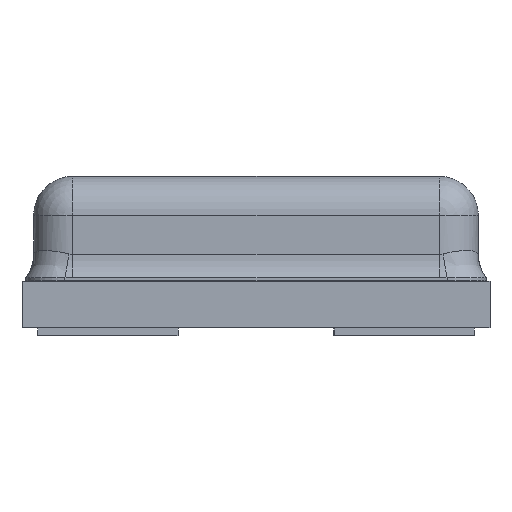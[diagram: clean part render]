
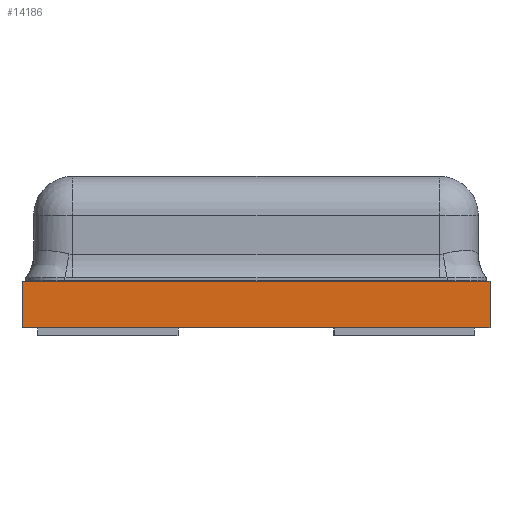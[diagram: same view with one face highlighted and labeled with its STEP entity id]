
A CAD part, front view. The second image highlights one B-rep face of the part: STEP entity #14186.
In plain terms, the highlighted planar face has unit normal (0, -1, 0).
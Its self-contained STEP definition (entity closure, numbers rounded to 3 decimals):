
#109 = DIRECTION ( 'NONE',  ( 1., 0., 0. ) ) ;
#1163 = CARTESIAN_POINT ( 'NONE',  ( -1.5, -2., 0. ) ) ;
#1630 = PLANE ( 'NONE',  #4512 ) ;
#1716 = CARTESIAN_POINT ( 'NONE',  ( -1.5, -2., 0.3 ) ) ;
#2251 = CARTESIAN_POINT ( 'NONE',  ( -1.5, -2., 0. ) ) ;
#2541 = ORIENTED_EDGE ( 'NONE', *, *, #13346, .T. ) ;
#3312 = CARTESIAN_POINT ( 'NONE',  ( -1.5, -2., 0.3 ) ) ;
#3400 = CARTESIAN_POINT ( 'NONE',  ( 1.5, -2., 0.3 ) ) ;
#4025 = DIRECTION ( 'NONE',  ( 1., 0., 0. ) ) ;
#4042 = CARTESIAN_POINT ( 'NONE',  ( -1.5, -2., 0.3 ) ) ;
#4216 = ORIENTED_EDGE ( 'NONE', *, *, #8809, .F. ) ;
#4476 = VERTEX_POINT ( 'NONE', #3400 ) ;
#4512 = AXIS2_PLACEMENT_3D ( 'NONE', #4042, #14041, #13893 ) ;
#4551 = VECTOR ( 'NONE', #6612, 1000. ) ;
#5110 = VERTEX_POINT ( 'NONE', #1163 ) ;
#5323 = EDGE_CURVE ( 'NONE', #9845, #4476, #8183, .T. ) ;
#6612 = DIRECTION ( 'NONE',  ( 0., 0., -1. ) ) ;
#7192 = DIRECTION ( 'NONE',  ( 0., 0., -1. ) ) ;
#7562 = ORIENTED_EDGE ( 'NONE', *, *, #5323, .F. ) ;
#8183 = LINE ( 'NONE', #1716, #10817 ) ;
#8809 = EDGE_CURVE ( 'NONE', #4476, #9827, #13890, .T. ) ;
#8944 = CARTESIAN_POINT ( 'NONE',  ( -1.5, -2., 0.3 ) ) ;
#9222 = VECTOR ( 'NONE', #109, 1000. ) ;
#9703 = ORIENTED_EDGE ( 'NONE', *, *, #13071, .T. ) ;
#9827 = VERTEX_POINT ( 'NONE', #10734 ) ;
#9845 = VERTEX_POINT ( 'NONE', #3312 ) ;
#9941 = LINE ( 'NONE', #8944, #4551 ) ;
#10734 = CARTESIAN_POINT ( 'NONE',  ( 1.5, -2., 0. ) ) ;
#10817 = VECTOR ( 'NONE', #4025, 1000. ) ;
#11680 = LINE ( 'NONE', #2251, #9222 ) ;
#11694 = CARTESIAN_POINT ( 'NONE',  ( 1.5, -2., 0.3 ) ) ;
#12783 = EDGE_LOOP ( 'NONE', ( #9703, #4216, #7562, #2541 ) ) ;
#13071 = EDGE_CURVE ( 'NONE', #5110, #9827, #11680, .T. ) ;
#13201 = VECTOR ( 'NONE', #7192, 1000. ) ;
#13244 = FACE_OUTER_BOUND ( 'NONE', #12783, .T. ) ;
#13346 = EDGE_CURVE ( 'NONE', #9845, #5110, #9941, .T. ) ;
#13890 = LINE ( 'NONE', #11694, #13201 ) ;
#13893 = DIRECTION ( 'NONE',  ( 0., 0., 1. ) ) ;
#14041 = DIRECTION ( 'NONE',  ( 0., 1., 0. ) ) ;
#14186 = ADVANCED_FACE ( 'NONE', ( #13244 ), #1630, .F. ) ;
